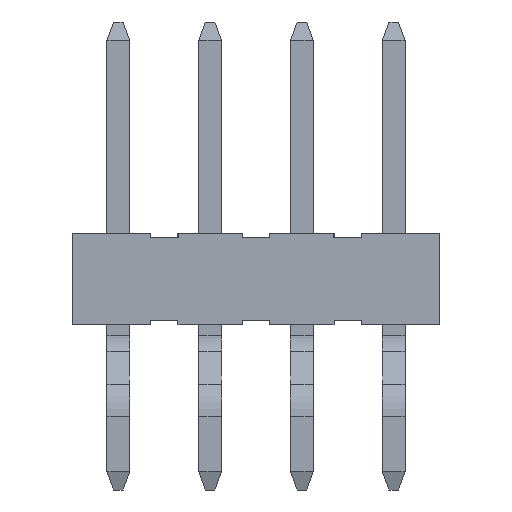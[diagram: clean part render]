
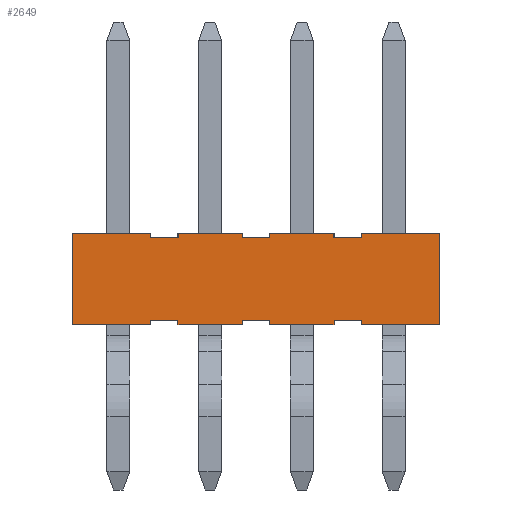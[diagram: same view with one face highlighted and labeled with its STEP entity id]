
A CAD part, front view. The second image highlights one B-rep face of the part: STEP entity #2649.
In plain terms, the highlighted planar face has unit normal (0, -1, 0).
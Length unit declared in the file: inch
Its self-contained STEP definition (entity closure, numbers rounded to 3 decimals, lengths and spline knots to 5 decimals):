
#567=ORIENTED_EDGE('',*,*,#1075,.F.);
#568=ORIENTED_EDGE('',*,*,#1076,.F.);
#569=ORIENTED_EDGE('',*,*,#1077,.F.);
#570=ORIENTED_EDGE('',*,*,#1078,.F.);
#571=ORIENTED_EDGE('',*,*,#1079,.F.);
#572=ORIENTED_EDGE('',*,*,#1080,.F.);
#573=ORIENTED_EDGE('',*,*,#1081,.F.);
#574=ORIENTED_EDGE('',*,*,#1082,.F.);
#575=ORIENTED_EDGE('',*,*,#1083,.F.);
#576=ORIENTED_EDGE('',*,*,#1084,.F.);
#577=ORIENTED_EDGE('',*,*,#1085,.F.);
#578=ORIENTED_EDGE('',*,*,#1086,.F.);
#579=ORIENTED_EDGE('',*,*,#1087,.T.);
#580=ORIENTED_EDGE('',*,*,#1088,.T.);
#581=ORIENTED_EDGE('',*,*,#1089,.F.);
#582=ORIENTED_EDGE('',*,*,#1090,.F.);
#583=ORIENTED_EDGE('',*,*,#1091,.F.);
#584=ORIENTED_EDGE('',*,*,#1092,.T.);
#585=ORIENTED_EDGE('',*,*,#1093,.F.);
#586=ORIENTED_EDGE('',*,*,#1094,.F.);
#587=ORIENTED_EDGE('',*,*,#1095,.F.);
#588=ORIENTED_EDGE('',*,*,#1096,.T.);
#589=ORIENTED_EDGE('',*,*,#1097,.F.);
#590=ORIENTED_EDGE('',*,*,#1098,.F.);
#591=ORIENTED_EDGE('',*,*,#1099,.F.);
#592=ORIENTED_EDGE('',*,*,#1100,.T.);
#593=ORIENTED_EDGE('',*,*,#1101,.F.);
#594=ORIENTED_EDGE('',*,*,#1102,.F.);
#1075=EDGE_CURVE('',#1359,#1360,#1659,.T.);
#1076=EDGE_CURVE('',#1361,#1359,#1660,.T.);
#1077=EDGE_CURVE('',#1362,#1361,#1661,.T.);
#1078=EDGE_CURVE('',#1363,#1362,#1662,.T.);
#1079=EDGE_CURVE('',#1364,#1363,#1663,.T.);
#1080=EDGE_CURVE('',#1365,#1364,#1664,.T.);
#1081=EDGE_CURVE('',#1366,#1365,#1665,.T.);
#1082=EDGE_CURVE('',#1367,#1366,#1666,.T.);
#1083=EDGE_CURVE('',#1368,#1367,#1667,.T.);
#1084=EDGE_CURVE('',#1369,#1368,#1668,.T.);
#1085=EDGE_CURVE('',#1370,#1369,#1669,.T.);
#1086=EDGE_CURVE('',#1371,#1370,#1670,.T.);
#1087=EDGE_CURVE('',#1371,#1372,#1671,.T.);
#1088=EDGE_CURVE('',#1372,#1373,#1672,.T.);
#1089=EDGE_CURVE('',#1374,#1373,#1673,.T.);
#1090=EDGE_CURVE('',#1375,#1374,#1674,.T.);
#1091=EDGE_CURVE('',#1376,#1375,#1675,.T.);
#1092=EDGE_CURVE('',#1376,#1377,#1676,.T.);
#1093=EDGE_CURVE('',#1378,#1377,#1677,.T.);
#1094=EDGE_CURVE('',#1379,#1378,#1678,.T.);
#1095=EDGE_CURVE('',#1380,#1379,#1679,.T.);
#1096=EDGE_CURVE('',#1380,#1381,#1680,.T.);
#1097=EDGE_CURVE('',#1382,#1381,#1681,.T.);
#1098=EDGE_CURVE('',#1383,#1382,#1682,.T.);
#1099=EDGE_CURVE('',#1384,#1383,#1683,.T.);
#1100=EDGE_CURVE('',#1384,#1385,#1684,.T.);
#1101=EDGE_CURVE('',#1386,#1385,#1685,.T.);
#1102=EDGE_CURVE('',#1360,#1386,#1686,.T.);
#1359=VERTEX_POINT('',#4083);
#1360=VERTEX_POINT('',#4084);
#1361=VERTEX_POINT('',#4086);
#1362=VERTEX_POINT('',#4088);
#1363=VERTEX_POINT('',#4090);
#1364=VERTEX_POINT('',#4092);
#1365=VERTEX_POINT('',#4094);
#1366=VERTEX_POINT('',#4096);
#1367=VERTEX_POINT('',#4098);
#1368=VERTEX_POINT('',#4100);
#1369=VERTEX_POINT('',#4102);
#1370=VERTEX_POINT('',#4104);
#1371=VERTEX_POINT('',#4106);
#1372=VERTEX_POINT('',#4108);
#1373=VERTEX_POINT('',#4110);
#1374=VERTEX_POINT('',#4112);
#1375=VERTEX_POINT('',#4114);
#1376=VERTEX_POINT('',#4116);
#1377=VERTEX_POINT('',#4118);
#1378=VERTEX_POINT('',#4120);
#1379=VERTEX_POINT('',#4122);
#1380=VERTEX_POINT('',#4124);
#1381=VERTEX_POINT('',#4126);
#1382=VERTEX_POINT('',#4128);
#1383=VERTEX_POINT('',#4130);
#1384=VERTEX_POINT('',#4132);
#1385=VERTEX_POINT('',#4134);
#1386=VERTEX_POINT('',#4136);
#1659=LINE('',#4082,#2003);
#1660=LINE('',#4085,#2004);
#1661=LINE('',#4087,#2005);
#1662=LINE('',#4089,#2006);
#1663=LINE('',#4091,#2007);
#1664=LINE('',#4093,#2008);
#1665=LINE('',#4095,#2009);
#1666=LINE('',#4097,#2010);
#1667=LINE('',#4099,#2011);
#1668=LINE('',#4101,#2012);
#1669=LINE('',#4103,#2013);
#1670=LINE('',#4105,#2014);
#1671=LINE('',#4107,#2015);
#1672=LINE('',#4109,#2016);
#1673=LINE('',#4111,#2017);
#1674=LINE('',#4113,#2018);
#1675=LINE('',#4115,#2019);
#1676=LINE('',#4117,#2020);
#1677=LINE('',#4119,#2021);
#1678=LINE('',#4121,#2022);
#1679=LINE('',#4123,#2023);
#1680=LINE('',#4125,#2024);
#1681=LINE('',#4127,#2025);
#1682=LINE('',#4129,#2026);
#1683=LINE('',#4131,#2027);
#1684=LINE('',#4133,#2028);
#1685=LINE('',#4135,#2029);
#1686=LINE('',#4137,#2030);
#2003=VECTOR('',#3365,39.37008);
#2004=VECTOR('',#3366,39.37008);
#2005=VECTOR('',#3367,39.37008);
#2006=VECTOR('',#3368,39.37008);
#2007=VECTOR('',#3369,39.37008);
#2008=VECTOR('',#3370,39.37008);
#2009=VECTOR('',#3371,39.37008);
#2010=VECTOR('',#3372,39.37008);
#2011=VECTOR('',#3373,39.37008);
#2012=VECTOR('',#3374,39.37008);
#2013=VECTOR('',#3375,39.37008);
#2014=VECTOR('',#3376,39.37008);
#2015=VECTOR('',#3377,39.37008);
#2016=VECTOR('',#3378,39.37008);
#2017=VECTOR('',#3379,39.37008);
#2018=VECTOR('',#3380,39.37008);
#2019=VECTOR('',#3381,39.37008);
#2020=VECTOR('',#3382,39.37008);
#2021=VECTOR('',#3383,39.37008);
#2022=VECTOR('',#3384,39.37008);
#2023=VECTOR('',#3385,39.37008);
#2024=VECTOR('',#3386,39.37008);
#2025=VECTOR('',#3387,39.37008);
#2026=VECTOR('',#3388,39.37008);
#2027=VECTOR('',#3389,39.37008);
#2028=VECTOR('',#3390,39.37008);
#2029=VECTOR('',#3391,39.37008);
#2030=VECTOR('',#3392,39.37008);
#2229=EDGE_LOOP('',(#567,#568,#569,#570,#571,#572,#573,#574,#575,#576,#577,
#578,#579,#580,#581,#582,#583,#584,#585,#586,#587,#588,#589,#590,#591,#592,
#593,#594));
#2377=FACE_BOUND('',#2229,.T.);
#2509=PLANE('',#2848);
#2649=ADVANCED_FACE('',(#2377),#2509,.F.);
#2848=AXIS2_PLACEMENT_3D('',#4081,#3363,#3364);
#3363=DIRECTION('',(0.,1.,0.));
#3364=DIRECTION('',(0.,0.,1.));
#3365=DIRECTION('',(0.,0.,1.));
#3366=DIRECTION('',(1.,0.,0.));
#3367=DIRECTION('',(0.,0.,-1.));
#3368=DIRECTION('',(1.,0.,0.));
#3369=DIRECTION('',(0.,0.,1.));
#3370=DIRECTION('',(1.,0.,0.));
#3371=DIRECTION('',(0.,0.,-1.));
#3372=DIRECTION('',(1.,0.,0.));
#3373=DIRECTION('',(0.,0.,1.));
#3374=DIRECTION('',(1.,0.,0.));
#3375=DIRECTION('',(0.,0.,-1.));
#3376=DIRECTION('',(1.,0.,0.));
#3377=DIRECTION('',(0.,0.,-1.));
#3378=DIRECTION('',(1.,0.,0.));
#3379=DIRECTION('',(0.,0.,-1.));
#3380=DIRECTION('',(-1.,0.,0.));
#3381=DIRECTION('',(0.,0.,1.));
#3382=DIRECTION('',(1.,0.,0.));
#3383=DIRECTION('',(0.,0.,-1.));
#3384=DIRECTION('',(-1.,0.,0.));
#3385=DIRECTION('',(0.,0.,1.));
#3386=DIRECTION('',(1.,0.,0.));
#3387=DIRECTION('',(0.,0.,-1.));
#3388=DIRECTION('',(-1.,0.,0.));
#3389=DIRECTION('',(0.,0.,1.));
#3390=DIRECTION('',(1.,0.,0.));
#3391=DIRECTION('',(0.,0.,-1.));
#3392=DIRECTION('',(1.,0.,0.));
#4081=CARTESIAN_POINT('',(-0.2,-0.06,0.05));
#4082=CARTESIAN_POINT('',(0.115,-0.06,0.05));
#4083=CARTESIAN_POINT('',(0.115,-0.06,0.045));
#4084=CARTESIAN_POINT('',(0.115,-0.06,0.05));
#4085=CARTESIAN_POINT('',(-0.2,-0.06,0.045));
#4086=CARTESIAN_POINT('',(0.085,-0.06,0.045));
#4087=CARTESIAN_POINT('',(0.085,-0.06,0.05));
#4088=CARTESIAN_POINT('',(0.085,-0.06,0.05));
#4089=CARTESIAN_POINT('',(-0.2,-0.06,0.05));
#4090=CARTESIAN_POINT('',(0.015,-0.06,0.05));
#4091=CARTESIAN_POINT('',(0.015,-0.06,0.05));
#4092=CARTESIAN_POINT('',(0.015,-0.06,0.045));
#4093=CARTESIAN_POINT('',(-0.2,-0.06,0.045));
#4094=CARTESIAN_POINT('',(-0.015,-0.06,0.045));
#4095=CARTESIAN_POINT('',(-0.015,-0.06,0.05));
#4096=CARTESIAN_POINT('',(-0.015,-0.06,0.05));
#4097=CARTESIAN_POINT('',(-0.2,-0.06,0.05));
#4098=CARTESIAN_POINT('',(-0.085,-0.06,0.05));
#4099=CARTESIAN_POINT('',(-0.085,-0.06,0.05));
#4100=CARTESIAN_POINT('',(-0.085,-0.06,0.045));
#4101=CARTESIAN_POINT('',(-0.2,-0.06,0.045));
#4102=CARTESIAN_POINT('',(-0.115,-0.06,0.045));
#4103=CARTESIAN_POINT('',(-0.115,-0.06,0.05));
#4104=CARTESIAN_POINT('',(-0.115,-0.06,0.05));
#4105=CARTESIAN_POINT('',(-0.2,-0.06,0.05));
#4106=CARTESIAN_POINT('',(-0.2,-0.06,0.05));
#4107=CARTESIAN_POINT('',(-0.2,-0.06,0.05));
#4108=CARTESIAN_POINT('',(-0.2,-0.06,-0.05));
#4109=CARTESIAN_POINT('',(-0.2,-0.06,-0.05));
#4110=CARTESIAN_POINT('',(-0.115,-0.06,-0.05));
#4111=CARTESIAN_POINT('',(-0.115,-0.06,0.05));
#4112=CARTESIAN_POINT('',(-0.115,-0.06,-0.045));
#4113=CARTESIAN_POINT('',(-0.2,-0.06,-0.045));
#4114=CARTESIAN_POINT('',(-0.085,-0.06,-0.045));
#4115=CARTESIAN_POINT('',(-0.085,-0.06,0.05));
#4116=CARTESIAN_POINT('',(-0.085,-0.06,-0.05));
#4117=CARTESIAN_POINT('',(-0.2,-0.06,-0.05));
#4118=CARTESIAN_POINT('',(-0.015,-0.06,-0.05));
#4119=CARTESIAN_POINT('',(-0.015,-0.06,0.05));
#4120=CARTESIAN_POINT('',(-0.015,-0.06,-0.045));
#4121=CARTESIAN_POINT('',(-0.2,-0.06,-0.045));
#4122=CARTESIAN_POINT('',(0.015,-0.06,-0.045));
#4123=CARTESIAN_POINT('',(0.015,-0.06,0.05));
#4124=CARTESIAN_POINT('',(0.015,-0.06,-0.05));
#4125=CARTESIAN_POINT('',(-0.2,-0.06,-0.05));
#4126=CARTESIAN_POINT('',(0.085,-0.06,-0.05));
#4127=CARTESIAN_POINT('',(0.085,-0.06,0.05));
#4128=CARTESIAN_POINT('',(0.085,-0.06,-0.045));
#4129=CARTESIAN_POINT('',(-0.2,-0.06,-0.045));
#4130=CARTESIAN_POINT('',(0.115,-0.06,-0.045));
#4131=CARTESIAN_POINT('',(0.115,-0.06,0.05));
#4132=CARTESIAN_POINT('',(0.115,-0.06,-0.05));
#4133=CARTESIAN_POINT('',(-0.2,-0.06,-0.05));
#4134=CARTESIAN_POINT('',(0.2,-0.06,-0.05));
#4135=CARTESIAN_POINT('',(0.2,-0.06,0.05));
#4136=CARTESIAN_POINT('',(0.2,-0.06,0.05));
#4137=CARTESIAN_POINT('',(-0.2,-0.06,0.05));
